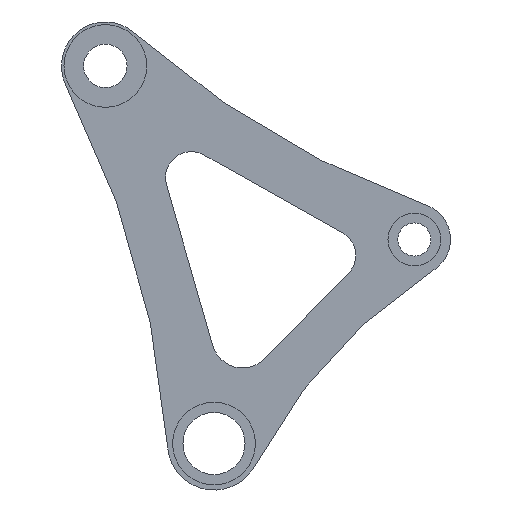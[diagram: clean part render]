
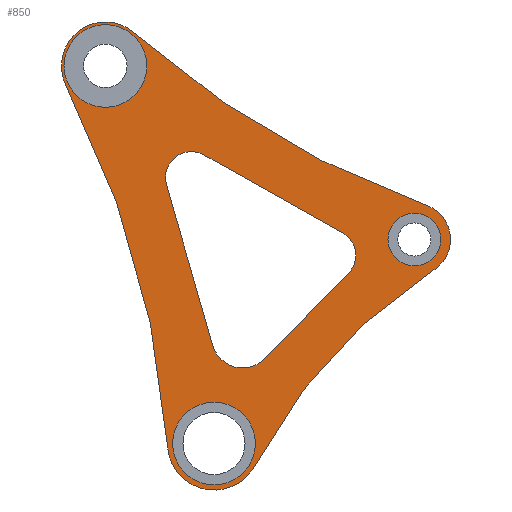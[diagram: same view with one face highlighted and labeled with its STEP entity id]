
A CAD part, left-side view. The second image highlights one B-rep face of the part: STEP entity #850.
In plain terms, the highlighted planar face has unit normal (-1, 0, 0).
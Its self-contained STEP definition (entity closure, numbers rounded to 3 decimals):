
#429=CARTESIAN_POINT('Vertex',(10.,-41.068,46.046)) ;
#432=CARTESIAN_POINT('Axis2P3D Location',(10.,-38.737,39.445)) ;
#436=CARTESIAN_POINT('Vertex',(10.,-42.519,33.555)) ;
#456=CARTESIAN_POINT('Axis2P3D Location',(10.,-96.546,-50.595)) ;
#460=CARTESIAN_POINT('Vertex',(10.,-7.972,-4.178)) ;
#480=CARTESIAN_POINT('Axis2P3D Location',(10.,0.,0.)) ;
#484=CARTESIAN_POINT('Vertex',(10.,8.977,-0.639)) ;
#504=CARTESIAN_POINT('Axis2P3D Location',(10.,188.523,-13.419)) ;
#508=CARTESIAN_POINT('Vertex',(10.,28.554,69.103)) ;
#528=CARTESIAN_POINT('Axis2P3D Location',(10.,21.,73.)) ;
#532=CARTESIAN_POINT('Vertex',(10.,15.35,79.35)) ;
#552=CARTESIAN_POINT('Axis2P3D Location',(10.,-97.66,206.35)) ;
#616=CARTESIAN_POINT('Vertex',(10.,9.192,50.04)) ;
#619=CARTESIAN_POINT('Line Origine',(10.,4.72,34.493)) ;
#623=CARTESIAN_POINT('Vertex',(10.,0.248,18.946)) ;
#643=CARTESIAN_POINT('Axis2P3D Location',(10.,-5.519,20.605)) ;
#647=CARTESIAN_POINT('Vertex',(10.,-9.8,16.401)) ;
#667=CARTESIAN_POINT('Line Origine',(10.,-17.886,24.635)) ;
#671=CARTESIAN_POINT('Vertex',(10.,-25.973,32.869)) ;
#691=CARTESIAN_POINT('Axis2P3D Location',(10.,-22.405,36.373)) ;
#695=CARTESIAN_POINT('Vertex',(10.,-24.854,40.732)) ;
#715=CARTESIAN_POINT('Line Origine',(10.,-11.458,48.257)) ;
#719=CARTESIAN_POINT('Vertex',(10.,1.939,55.782)) ;
#739=CARTESIAN_POINT('Axis2P3D Location',(10.,4.387,51.422)) ;
#755=CARTESIAN_POINT('Vertex',(10.,8.,0.)) ;
#762=CARTESIAN_POINT('Vertex',(10.,-8.,0.)) ;
#765=CARTESIAN_POINT('Axis2P3D Location',(10.,0.,0.)) ;
#777=CARTESIAN_POINT('Axis2P3D Location',(10.,0.,0.)) ;
#789=CARTESIAN_POINT('Axis2P3D Location',(10.,0.,0.)) ;
#802=CARTESIAN_POINT('Axis2P3D Location',(10.,21.,73.)) ;
#806=CARTESIAN_POINT('Vertex',(10.,13.,73.)) ;
#808=CARTESIAN_POINT('Vertex',(10.,29.,73.)) ;
#811=CARTESIAN_POINT('Axis2P3D Location',(10.,21.,73.)) ;
#824=CARTESIAN_POINT('Axis2P3D Location',(10.,-38.737,39.445)) ;
#828=CARTESIAN_POINT('Vertex',(10.,-43.837,39.445)) ;
#830=CARTESIAN_POINT('Vertex',(10.,-33.637,39.445)) ;
#833=CARTESIAN_POINT('Axis2P3D Location',(10.,-38.737,39.445)) ;
#433=DIRECTION('Axis2P3D Direction',(1.,0.,0.)) ;
#457=DIRECTION('Axis2P3D Direction',(1.,0.,0.)) ;
#481=DIRECTION('Axis2P3D Direction',(1.,0.,0.)) ;
#505=DIRECTION('Axis2P3D Direction',(1.,0.,0.)) ;
#529=DIRECTION('Axis2P3D Direction',(1.,0.,0.)) ;
#553=DIRECTION('Axis2P3D Direction',(1.,0.,0.)) ;
#620=DIRECTION('Vector Direction',(0.,-0.276,-0.961)) ;
#644=DIRECTION('Axis2P3D Direction',(1.,0.,0.)) ;
#668=DIRECTION('Vector Direction',(0.,0.701,-0.713)) ;
#692=DIRECTION('Axis2P3D Direction',(1.,0.,0.)) ;
#716=DIRECTION('Vector Direction',(0.,-0.872,-0.49)) ;
#740=DIRECTION('Axis2P3D Direction',(1.,0.,0.)) ;
#766=DIRECTION('Axis2P3D Direction',(1.,0.,0.)) ;
#778=DIRECTION('Axis2P3D Direction',(1.,0.,0.)) ;
#790=DIRECTION('Axis2P3D Direction',(1.,0.,0.)) ;
#791=DIRECTION('Axis2P3D XDirection',(0.,1.,0.)) ;
#803=DIRECTION('Axis2P3D Direction',(1.,0.,0.)) ;
#812=DIRECTION('Axis2P3D Direction',(1.,0.,0.)) ;
#825=DIRECTION('Axis2P3D Direction',(1.,0.,0.)) ;
#834=DIRECTION('Axis2P3D Direction',(1.,0.,0.)) ;
#434=AXIS2_PLACEMENT_3D('Circle Axis2P3D',#432,#433,$) ;
#458=AXIS2_PLACEMENT_3D('Circle Axis2P3D',#456,#457,$) ;
#482=AXIS2_PLACEMENT_3D('Circle Axis2P3D',#480,#481,$) ;
#506=AXIS2_PLACEMENT_3D('Circle Axis2P3D',#504,#505,$) ;
#530=AXIS2_PLACEMENT_3D('Circle Axis2P3D',#528,#529,$) ;
#554=AXIS2_PLACEMENT_3D('Circle Axis2P3D',#552,#553,$) ;
#645=AXIS2_PLACEMENT_3D('Circle Axis2P3D',#643,#644,$) ;
#693=AXIS2_PLACEMENT_3D('Circle Axis2P3D',#691,#692,$) ;
#741=AXIS2_PLACEMENT_3D('Circle Axis2P3D',#739,#740,$) ;
#767=AXIS2_PLACEMENT_3D('Circle Axis2P3D',#765,#766,$) ;
#779=AXIS2_PLACEMENT_3D('Circle Axis2P3D',#777,#778,$) ;
#792=AXIS2_PLACEMENT_3D('Plane Axis2P3D',#789,#790,#791) ;
#804=AXIS2_PLACEMENT_3D('Circle Axis2P3D',#802,#803,$) ;
#813=AXIS2_PLACEMENT_3D('Circle Axis2P3D',#811,#812,$) ;
#826=AXIS2_PLACEMENT_3D('Circle Axis2P3D',#824,#825,$) ;
#835=AXIS2_PLACEMENT_3D('Circle Axis2P3D',#833,#834,$) ;
#795=ORIENTED_EDGE('',*,*,#556,.F.) ;
#796=ORIENTED_EDGE('',*,*,#534,.F.) ;
#797=ORIENTED_EDGE('',*,*,#510,.F.) ;
#798=ORIENTED_EDGE('',*,*,#486,.F.) ;
#799=ORIENTED_EDGE('',*,*,#462,.F.) ;
#800=ORIENTED_EDGE('',*,*,#438,.F.) ;
#817=ORIENTED_EDGE('',*,*,#810,.T.) ;
#818=ORIENTED_EDGE('',*,*,#815,.T.) ;
#821=ORIENTED_EDGE('',*,*,#781,.T.) ;
#822=ORIENTED_EDGE('',*,*,#769,.T.) ;
#839=ORIENTED_EDGE('',*,*,#832,.T.) ;
#840=ORIENTED_EDGE('',*,*,#837,.T.) ;
#843=ORIENTED_EDGE('',*,*,#743,.T.) ;
#844=ORIENTED_EDGE('',*,*,#721,.T.) ;
#845=ORIENTED_EDGE('',*,*,#697,.T.) ;
#846=ORIENTED_EDGE('',*,*,#673,.T.) ;
#847=ORIENTED_EDGE('',*,*,#649,.T.) ;
#848=ORIENTED_EDGE('',*,*,#625,.T.) ;
#819=FACE_BOUND('',#816,.T.) ;
#823=FACE_BOUND('',#820,.T.) ;
#841=FACE_BOUND('',#838,.T.) ;
#849=FACE_BOUND('',#842,.T.) ;
#621=VECTOR('Line Direction',#620,1.) ;
#669=VECTOR('Line Direction',#668,1.) ;
#717=VECTOR('Line Direction',#716,1.) ;
#850=ADVANCED_FACE('Corps principal',(#801,#819,#823,#841,#849),#793,.F.) ;
#435=CIRCLE('generated circle',#434,7.) ;
#459=CIRCLE('generated circle',#458,100.) ;
#483=CIRCLE('generated circle',#482,9.) ;
#507=CIRCLE('generated circle',#506,180.) ;
#531=CIRCLE('generated circle',#530,8.5) ;
#555=CIRCLE('generated circle',#554,170.) ;
#646=CIRCLE('generated circle',#645,6.) ;
#694=CIRCLE('generated circle',#693,5.) ;
#742=CIRCLE('generated circle',#741,5.) ;
#768=CIRCLE('generated circle',#767,8.) ;
#780=CIRCLE('generated circle',#779,8.) ;
#805=CIRCLE('generated circle',#804,8.) ;
#814=CIRCLE('generated circle',#813,8.) ;
#827=CIRCLE('generated circle',#826,5.1) ;
#836=CIRCLE('generated circle',#835,5.1) ;
#438=EDGE_CURVE('',#430,#437,#435,.T.) ;
#462=EDGE_CURVE('',#437,#461,#459,.F.) ;
#486=EDGE_CURVE('',#461,#485,#483,.T.) ;
#510=EDGE_CURVE('',#485,#509,#507,.F.) ;
#534=EDGE_CURVE('',#509,#533,#531,.T.) ;
#556=EDGE_CURVE('',#533,#430,#555,.F.) ;
#625=EDGE_CURVE('',#624,#617,#622,.F.) ;
#649=EDGE_CURVE('',#648,#624,#646,.T.) ;
#673=EDGE_CURVE('',#672,#648,#670,.T.) ;
#697=EDGE_CURVE('',#696,#672,#694,.T.) ;
#721=EDGE_CURVE('',#720,#696,#718,.T.) ;
#743=EDGE_CURVE('',#617,#720,#742,.T.) ;
#769=EDGE_CURVE('',#756,#763,#768,.T.) ;
#781=EDGE_CURVE('',#763,#756,#780,.T.) ;
#810=EDGE_CURVE('',#807,#809,#805,.T.) ;
#815=EDGE_CURVE('',#809,#807,#814,.T.) ;
#832=EDGE_CURVE('',#829,#831,#827,.T.) ;
#837=EDGE_CURVE('',#831,#829,#836,.T.) ;
#794=EDGE_LOOP('',(#795,#796,#797,#798,#799,#800)) ;
#816=EDGE_LOOP('',(#817,#818)) ;
#820=EDGE_LOOP('',(#821,#822)) ;
#838=EDGE_LOOP('',(#839,#840)) ;
#842=EDGE_LOOP('',(#843,#844,#845,#846,#847,#848)) ;
#801=FACE_OUTER_BOUND('',#794,.T.) ;
#622=LINE('Line',#619,#621) ;
#670=LINE('Line',#667,#669) ;
#718=LINE('Line',#715,#717) ;
#793=PLANE('Plane',#792) ;
#430=VERTEX_POINT('',#429) ;
#437=VERTEX_POINT('',#436) ;
#461=VERTEX_POINT('',#460) ;
#485=VERTEX_POINT('',#484) ;
#509=VERTEX_POINT('',#508) ;
#533=VERTEX_POINT('',#532) ;
#617=VERTEX_POINT('',#616) ;
#624=VERTEX_POINT('',#623) ;
#648=VERTEX_POINT('',#647) ;
#672=VERTEX_POINT('',#671) ;
#696=VERTEX_POINT('',#695) ;
#720=VERTEX_POINT('',#719) ;
#756=VERTEX_POINT('',#755) ;
#763=VERTEX_POINT('',#762) ;
#807=VERTEX_POINT('',#806) ;
#809=VERTEX_POINT('',#808) ;
#829=VERTEX_POINT('',#828) ;
#831=VERTEX_POINT('',#830) ;
